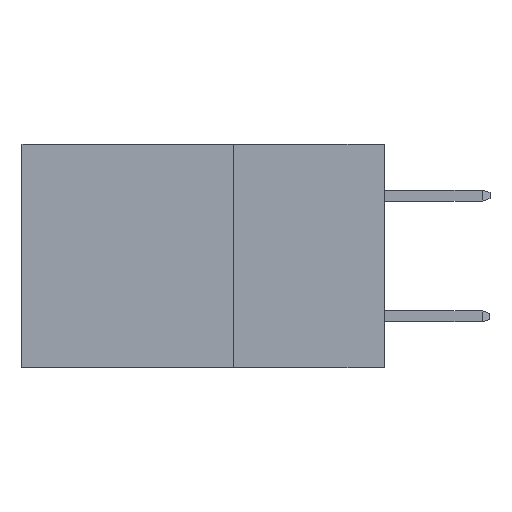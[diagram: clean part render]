
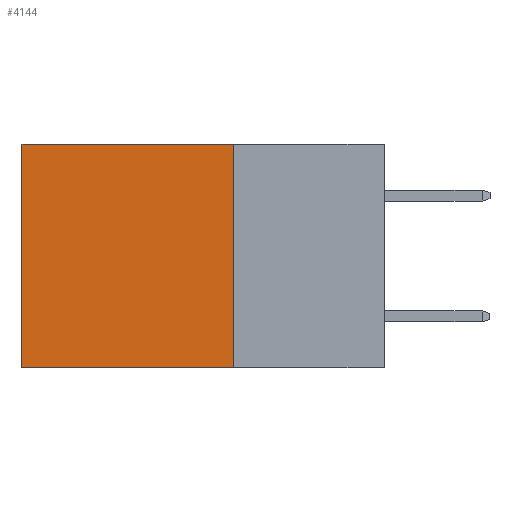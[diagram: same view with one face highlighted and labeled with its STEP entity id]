
A CAD part, left-side view. The second image highlights one B-rep face of the part: STEP entity #4144.
In plain terms, the highlighted planar face has unit normal (-1, 0, 0).
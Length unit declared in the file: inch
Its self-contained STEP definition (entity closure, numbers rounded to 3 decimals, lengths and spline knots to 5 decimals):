
#338 = FACE_OUTER_BOUND ( 'NONE', #6635, .T. ) ;
#563 = CARTESIAN_POINT ( 'NONE',  ( 0.298, 0.25, 0. ) ) ;
#1576 = VECTOR ( 'NONE', #5719, 39.37008 ) ;
#2443 = DIRECTION ( 'NONE',  ( 0., 1., 0. ) ) ;
#2719 = LINE ( 'NONE', #5365, #13729 ) ;
#3800 = VECTOR ( 'NONE', #12759, 39.37008 ) ;
#4144 = ADVANCED_FACE ( 'NONE', ( #338 ), #14035, .F. ) ;
#4347 = CARTESIAN_POINT ( 'NONE',  ( 0.298, 0.25, -0.37 ) ) ;
#4578 = ORIENTED_EDGE ( 'NONE', *, *, #13864, .T. ) ;
#5365 = CARTESIAN_POINT ( 'NONE',  ( 0.298, 0.25, -0.37 ) ) ;
#5430 = CARTESIAN_POINT ( 'NONE',  ( 0.298, 0.6, 0. ) ) ;
#5719 = DIRECTION ( 'NONE',  ( 0., 0., -1. ) ) ;
#5740 = CARTESIAN_POINT ( 'NONE',  ( 0.298, 0.25, 0. ) ) ;
#5744 = VECTOR ( 'NONE', #2443, 39.37008 ) ;
#6635 = EDGE_LOOP ( 'NONE', ( #8661, #14652, #16293, #4578 ) ) ;
#7113 = DIRECTION ( 'NONE',  ( 0., 0., -1. ) ) ;
#7167 = DIRECTION ( 'NONE',  ( 1., 0., 0. ) ) ;
#7321 = EDGE_CURVE ( 'NONE', #16685, #17260, #13072, .T. ) ;
#8011 = CARTESIAN_POINT ( 'NONE',  ( 0.298, 0.6, -0.37 ) ) ;
#8121 = EDGE_CURVE ( 'NONE', #8950, #15751, #17537, .T. ) ;
#8661 = ORIENTED_EDGE ( 'NONE', *, *, #8121, .T. ) ;
#8950 = VERTEX_POINT ( 'NONE', #5430 ) ;
#9691 = DIRECTION ( 'NONE',  ( 0., 1., 0. ) ) ;
#10363 = AXIS2_PLACEMENT_3D ( 'NONE', #563, #7167, #7113 ) ;
#10854 = EDGE_CURVE ( 'NONE', #17260, #15751, #2719, .T. ) ;
#11360 = CARTESIAN_POINT ( 'NONE',  ( 0.298, 0.6, 0. ) ) ;
#12517 = CARTESIAN_POINT ( 'NONE',  ( 0.298, 0.25, 0. ) ) ;
#12759 = DIRECTION ( 'NONE',  ( 0., 0., -1. ) ) ;
#13072 = LINE ( 'NONE', #5740, #1576 ) ;
#13729 = VECTOR ( 'NONE', #9691, 39.37008 ) ;
#13864 = EDGE_CURVE ( 'NONE', #16685, #8950, #16190, .T. ) ;
#14035 = PLANE ( 'NONE',  #10363 ) ;
#14652 = ORIENTED_EDGE ( 'NONE', *, *, #10854, .F. ) ;
#15751 = VERTEX_POINT ( 'NONE', #8011 ) ;
#16190 = LINE ( 'NONE', #12517, #5744 ) ;
#16293 = ORIENTED_EDGE ( 'NONE', *, *, #7321, .F. ) ;
#16685 = VERTEX_POINT ( 'NONE', #17369 ) ;
#17260 = VERTEX_POINT ( 'NONE', #4347 ) ;
#17369 = CARTESIAN_POINT ( 'NONE',  ( 0.298, 0.25, 0. ) ) ;
#17537 = LINE ( 'NONE', #11360, #3800 ) ;
